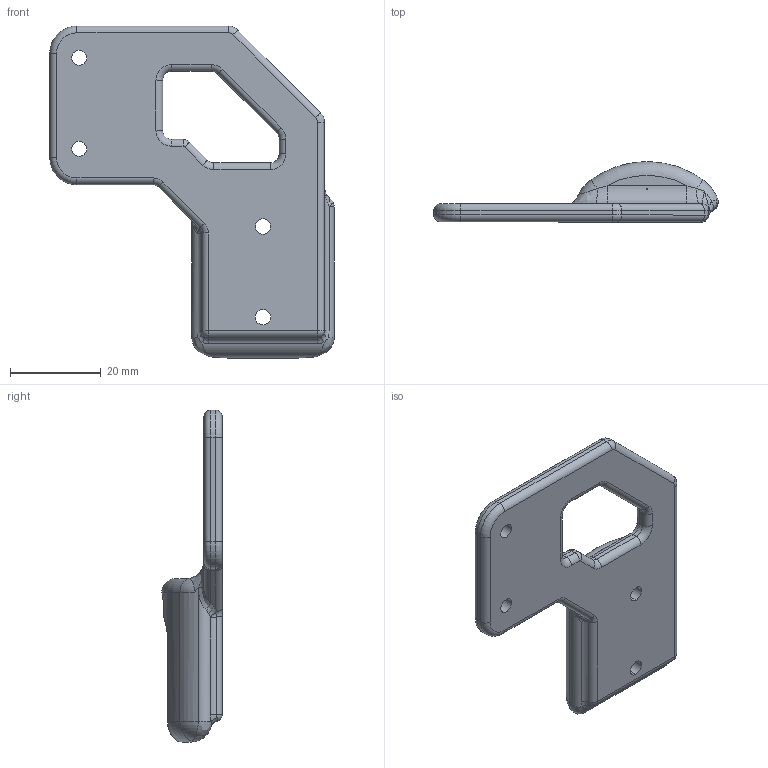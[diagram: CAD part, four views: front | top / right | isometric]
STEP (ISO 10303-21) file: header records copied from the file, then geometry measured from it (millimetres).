
FILE_DESCRIPTION (( 'STEP AP214' ), '1' );
FILE_NAME ('Letf_oozing.STEP', '2024-10-12T22:14:01', ( '' ), ( '' ), 'SwSTEP 2.0', 'SolidWorks 2024', '' );
FILE_SCHEMA (( 'AUTOMOTIVE_DESIGN' ));
Length unit declared in the file: millimetre
Products named in the file (1): Letf_oozing
Bounding box: 62.7 x 13.28 x 73.17 mm (x, y, z)
Volume: 16447.6 mm3; surface area: 7214.7 mm2
Topology: 1 solids, 1 shells, 191 faces, 463 edges, 266 vertices
Faces by surface type: cylinder 74, bspline 44, torus 35, plane 32, sphere 4, cone 2
Entity records: 7056 total; most frequent: CARTESIAN_POINT 2898, ORIENTED_EDGE 902, DIRECTION 833, EDGE_CURVE 451, AXIS2_PLACEMENT_3D 340, VERTEX_POINT 264, EDGE_LOOP 203, CIRCLE 192
